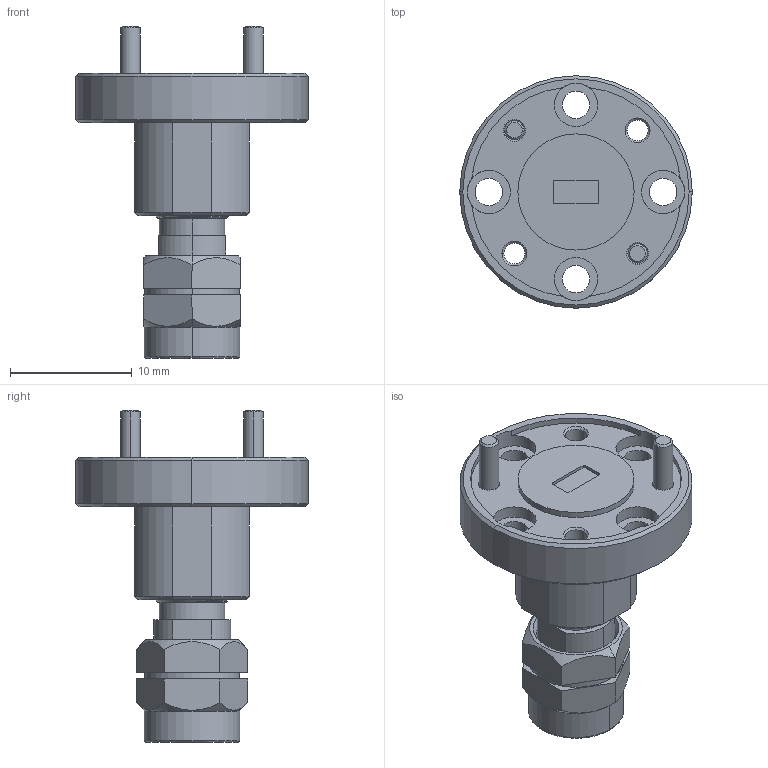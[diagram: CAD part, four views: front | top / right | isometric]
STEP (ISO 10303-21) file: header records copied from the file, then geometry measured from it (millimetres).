
FILE_DESCRIPTION (( 'STEP AP203' ), '1' );
FILE_NAME ('SWC-15VM-E1.STEP', '2024-09-23T18:47:26', ( '' ), ( '' ), 'SwSTEP 2.0', 'SolidWorks 2021', '' );
FILE_SCHEMA (( 'CONFIG_CONTROL_DESIGN' ));
Length unit declared in the file: inch
Products named in the file (1): SWC-15VM-E1
Bounding box: 19.05 x 19.05 x 27.22 mm (x, y, z)
Volume: 1975.5 mm3; surface area: 1776.6 mm2
Topology: 3 solids, 3 shells, 161 faces, 372 edges, 230 vertices
Faces by surface type: cylinder 65, plane 49, cone 40, bspline 7
Entity records: 5734 total; most frequent: CARTESIAN_POINT 1921, DIRECTION 820, ORIENTED_EDGE 744, EDGE_CURVE 372, AXIS2_PLACEMENT_3D 329, VERTEX_POINT 230, EDGE_LOOP 190, CIRCLE 174
